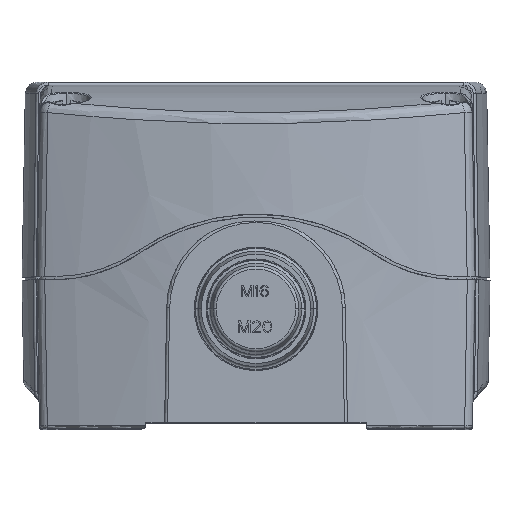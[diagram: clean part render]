
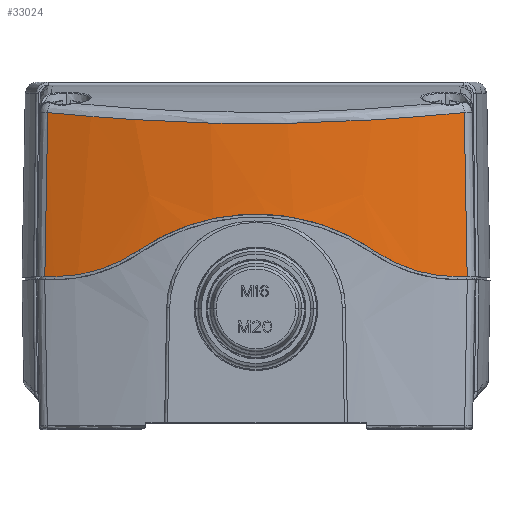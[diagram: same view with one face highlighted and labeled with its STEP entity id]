
A CAD part, top view. The second image highlights one B-rep face of the part: STEP entity #33024.
In plain terms, the highlighted conical face has half-angle 1 degrees and reference radius 103.76 mm.
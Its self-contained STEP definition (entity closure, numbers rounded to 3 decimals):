
#26584=CARTESIAN_POINT('',(0.,0.,-42.4));
#26585=DIRECTION('',(0.,1.,0.));
#26586=DIRECTION('',(-0.341,0.,0.94));
#26587=AXIS2_PLACEMENT_3D('',#26584,#26585,#26586);
#26755=CARTESIAN_POINT('',(0.,0.,-42.4));
#26756=DIRECTION('',(0.,1.,0.));
#26757=DIRECTION('',(0.326,0.,0.945));
#26758=AXIS2_PLACEMENT_3D('',#26755,#26756,#26757);
#27299=CARTESIAN_POINT('',(34.945,27.546,55.043));
#27300=CARTESIAN_POINT('',(32.119,27.278,56.061));
#27301=CARTESIAN_POINT('',(26.399,26.767,57.844));
#27302=CARTESIAN_POINT('',(17.679,26.155,59.752));
#27303=CARTESIAN_POINT('',(8.862,25.764,60.898));
#27304=CARTESIAN_POINT('',(0.,25.629,
61.279));
#27305=CARTESIAN_POINT('',(-8.862,25.764,
60.898));
#27306=CARTESIAN_POINT('',(-17.678,26.155,
59.753));
#27307=CARTESIAN_POINT('',(-26.398,26.767,
57.844));
#27308=CARTESIAN_POINT('',(-32.119,27.277,
56.061));
#27309=CARTESIAN_POINT('',(-34.945,27.546,
55.043));
#27528=CARTESIAN_POINT('',(-34.945,27.546,
55.043));
#27529=CARTESIAN_POINT('',(-34.999,24.485,
55.08));
#27530=CARTESIAN_POINT('',(-35.107,18.356,
55.155));
#27531=CARTESIAN_POINT('',(-35.269,9.174,
55.267));
#27532=CARTESIAN_POINT('',(-35.378,3.057,
55.341));
#27533=CARTESIAN_POINT('',(-35.432,0.,
55.378));
#28282=CARTESIAN_POINT('',(19.78,4.375,59.624));
#28283=CARTESIAN_POINT('',(20.304,4.016,59.529));
#28284=CARTESIAN_POINT('',(21.379,3.338,59.324));
#28285=CARTESIAN_POINT('',(23.058,2.45,58.973));
#28286=CARTESIAN_POINT('',(24.792,1.696,58.577));
#28287=CARTESIAN_POINT('',(26.566,1.078,58.136));
#28288=CARTESIAN_POINT('',(28.37,0.597,
57.651));
#28289=CARTESIAN_POINT('',(30.198,0.254,
57.121));
#28290=CARTESIAN_POINT('',(32.044,0.046,
56.546));
#28291=CARTESIAN_POINT('',(33.286,0.,56.132));
#28292=CARTESIAN_POINT('',(33.908,0.,55.917));
#28294=CARTESIAN_POINT('',(-19.78,4.375,59.624));
#28295=CARTESIAN_POINT('',(-18.462,5.277,
59.863));
#28296=CARTESIAN_POINT('',(-15.722,6.89,
60.313));
#28297=CARTESIAN_POINT('',(-11.356,8.717,
60.857));
#28298=CARTESIAN_POINT('',(-6.871,9.922,
61.232));
#28299=CARTESIAN_POINT('',(-2.3,10.525,
61.425));
#28300=CARTESIAN_POINT('',(2.299,10.525,61.425));
#28301=CARTESIAN_POINT('',(6.869,9.923,61.232));
#28302=CARTESIAN_POINT('',(11.355,8.717,60.857));
#28303=CARTESIAN_POINT('',(15.721,6.891,60.313));
#28304=CARTESIAN_POINT('',(18.462,5.277,59.863));
#28305=CARTESIAN_POINT('',(19.78,4.375,59.624));
#28307=CARTESIAN_POINT('',(-33.908,0.,55.917));
#28308=CARTESIAN_POINT('',(-33.285,0.,56.132));
#28309=CARTESIAN_POINT('',(-32.038,0.047,
56.548));
#28310=CARTESIAN_POINT('',(-30.178,0.256,
57.127));
#28311=CARTESIAN_POINT('',(-28.338,0.604,
57.66));
#28312=CARTESIAN_POINT('',(-26.528,1.09,
58.146));
#28313=CARTESIAN_POINT('',(-24.76,1.708,
58.584));
#28314=CARTESIAN_POINT('',(-23.04,2.46,
58.977));
#28315=CARTESIAN_POINT('',(-21.374,3.341,
59.325));
#28316=CARTESIAN_POINT('',(-20.303,4.016,
59.529));
#28317=CARTESIAN_POINT('',(-19.78,4.375,59.624));
#28319=CARTESIAN_POINT('',(34.945,27.546,55.043));
#28320=CARTESIAN_POINT('',(34.999,24.484,55.08));
#28321=CARTESIAN_POINT('',(35.107,18.356,55.155));
#28322=CARTESIAN_POINT('',(35.269,9.174,55.267));
#28323=CARTESIAN_POINT('',(35.378,3.057,55.341));
#28324=CARTESIAN_POINT('',(35.432,0.,
55.378));
#29669=VERTEX_POINT('',#28319);
#29670=VERTEX_POINT('',#28324);
#29674=VERTEX_POINT('',#27309);
#29676=VERTEX_POINT('',#27533);
#29755=VERTEX_POINT('',#28282);
#29756=VERTEX_POINT('',#28292);
#29757=VERTEX_POINT('',#28294);
#29758=VERTEX_POINT('',#28307);
#33008=CARTESIAN_POINT('',(0.,13.771,-42.4));
#33009=DIRECTION('',(0.,-1.,0.));
#33010=DIRECTION('',(-1.,0.,0.));
#33011=AXIS2_PLACEMENT_3D('',#33008,#33009,#33010);
#33012=CONICAL_SURFACE('',#33011,103.76,1.);
#33013=ORIENTED_EDGE('',*,*,#32671,.F.);
#33014=ORIENTED_EDGE('',*,*,#32717,.F.);
#33015=ORIENTED_EDGE('',*,*,#30659,.F.);
#33016=ORIENTED_EDGE('',*,*,#30111,.F.);
#33017=ORIENTED_EDGE('',*,*,#31776,.F.);
#33018=ORIENTED_EDGE('',*,*,#31127,.F.);
#33020=ORIENTED_EDGE('',*,*,#33019,.T.);
#33021=ORIENTED_EDGE('',*,*,#30211,.F.);
#33022=EDGE_LOOP('',(#33013,#33014,#33015,#33016,#33017,#33018,#33020,#33021));
#33023=FACE_OUTER_BOUND('',#33022,.F.);
#33024=ADVANCED_FACE('',(#33023),#33012,.T.);
#26588=CIRCLE('',#26587,104.);
#26759=CIRCLE('',#26758,104.);
#27310=B_SPLINE_CURVE_WITH_KNOTS('',3,(#27299,#27300,#27301,#27302,#27303,
#27304,#27305,#27306,#27307,#27308,#27309),.UNSPECIFIED.,.F.,.F.,(4,1,1,1,1,1,1,
1,4),(0.,0.125,0.25,0.375,0.5,0.625,0.75,0.875,1.),
.UNSPECIFIED.);
#27534=B_SPLINE_CURVE_WITH_KNOTS('',3,(#27528,#27529,#27530,#27531,#27532,
#27533),.UNSPECIFIED.,.F.,.F.,(4,1,1,4),(0.,0.333,
0.667,1.),.UNSPECIFIED.);
#28293=B_SPLINE_CURVE_WITH_KNOTS('',3,(#28282,#28283,#28284,#28285,#28286,
#28287,#28288,#28289,#28290,#28291,#28292),.UNSPECIFIED.,.F.,.F.,(4,1,1,1,1,1,1,
1,4),(0.,0.125,0.25,0.375,0.5,0.625,0.75,0.875,1.),
.UNSPECIFIED.);
#28306=B_SPLINE_CURVE_WITH_KNOTS('',3,(#28294,#28295,#28296,#28297,#28298,
#28299,#28300,#28301,#28302,#28303,#28304,#28305),.UNSPECIFIED.,.F.,.F.,(4,1,1,
1,1,1,1,1,1,4),(0.,0.111,0.222,0.333,
0.444,0.556,0.667,0.778,
0.889,1.),.UNSPECIFIED.);
#28318=B_SPLINE_CURVE_WITH_KNOTS('',3,(#28307,#28308,#28309,#28310,#28311,
#28312,#28313,#28314,#28315,#28316,#28317),.UNSPECIFIED.,.F.,.F.,(4,1,1,1,1,1,1,
1,4),(0.,0.125,0.25,0.375,0.5,0.625,0.75,0.875,1.),
.UNSPECIFIED.);
#28325=B_SPLINE_CURVE_WITH_KNOTS('',3,(#28319,#28320,#28321,#28322,#28323,
#28324),.UNSPECIFIED.,.F.,.F.,(4,1,1,4),(0.,0.333,
0.667,1.),.UNSPECIFIED.);
#30111=EDGE_CURVE('',#29676,#29758,#26588,.T.);
#30211=EDGE_CURVE('',#29756,#29670,#26759,.T.);
#30659=EDGE_CURVE('',#29758,#29757,#28318,.T.);
#31127=EDGE_CURVE('',#29669,#29674,#27310,.T.);
#31776=EDGE_CURVE('',#29674,#29676,#27534,.T.);
#32671=EDGE_CURVE('',#29755,#29756,#28293,.T.);
#32717=EDGE_CURVE('',#29757,#29755,#28306,.T.);
#33019=EDGE_CURVE('',#29669,#29670,#28325,.T.);
